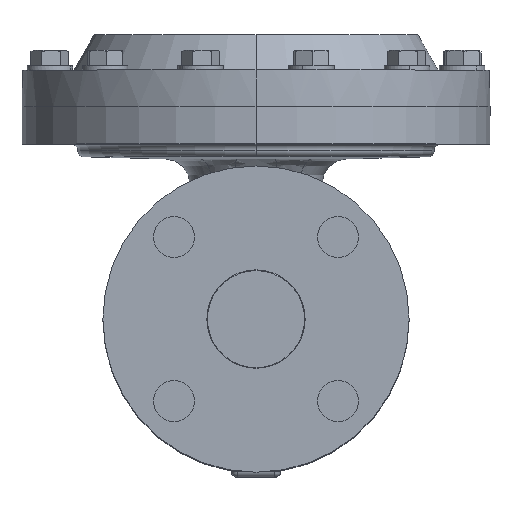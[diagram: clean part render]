
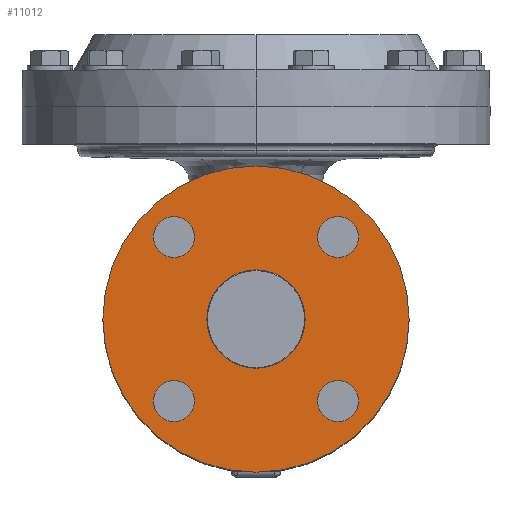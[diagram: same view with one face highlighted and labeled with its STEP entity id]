
A CAD part, top view. The second image highlights one B-rep face of the part: STEP entity #11012.
In plain terms, the highlighted planar face has unit normal (0, 0, 1).
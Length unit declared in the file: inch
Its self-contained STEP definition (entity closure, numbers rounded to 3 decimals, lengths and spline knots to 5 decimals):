
#15 = EDGE_LOOP ( 'NONE', ( #6272, #4592 ) ) ;
#23 = CARTESIAN_POINT ( 'NONE',  ( -0.742, 0., 3.935 ) ) ;
#355 = CARTESIAN_POINT ( 'NONE',  ( -1.23744, 1.23744, 3.935 ) ) ;
#560 = DIRECTION ( 'NONE',  ( 0., 0., 1. ) ) ;
#1441 = AXIS2_PLACEMENT_3D ( 'NONE', #20840, #3119, #23816 ) ;
#1993 = ORIENTED_EDGE ( 'NONE', *, *, #22375, .F. ) ;
#2041 = EDGE_CURVE ( 'NONE', #22128, #34545, #8921, .T. ) ;
#2078 = VERTEX_POINT ( 'NONE', #6680 ) ;
#2509 = EDGE_CURVE ( 'NONE', #10187, #12856, #7504, .T. ) ;
#2577 = ORIENTED_EDGE ( 'NONE', *, *, #21936, .T. ) ;
#2603 = FACE_BOUND ( 'NONE', #28017, .T. ) ;
#3058 = DIRECTION ( 'NONE',  ( 0., 0., 1. ) ) ;
#3119 = DIRECTION ( 'NONE',  ( 0., 0., 1. ) ) ;
#3270 = DIRECTION ( 'NONE',  ( 0., 0., 1. ) ) ;
#3329 = DIRECTION ( 'NONE',  ( 0., 1., 0. ) ) ;
#3746 = CIRCLE ( 'NONE', #1441, 0.31 ) ;
#3774 = CIRCLE ( 'NONE', #11577, 2.31 ) ;
#3857 = EDGE_CURVE ( 'NONE', #38225, #16058, #3774, .T. ) ;
#3874 = DIRECTION ( 'NONE',  ( 0., 0., 1. ) ) ;
#4445 = AXIS2_PLACEMENT_3D ( 'NONE', #18295, #560, #21272 ) ;
#4592 = ORIENTED_EDGE ( 'NONE', *, *, #2509, .F. ) ;
#4997 = CARTESIAN_POINT ( 'NONE',  ( -0.92744, 1.23744, 3.935 ) ) ;
#5044 = CARTESIAN_POINT ( 'NONE',  ( 2.31, 0., 3.935 ) ) ;
#5678 = AXIS2_PLACEMENT_3D ( 'NONE', #31135, #13417, #34121 ) ;
#6272 = ORIENTED_EDGE ( 'NONE', *, *, #36110, .F. ) ;
#6680 = CARTESIAN_POINT ( 'NONE',  ( 0.92744, -1.23744, 3.935 ) ) ;
#7504 = CIRCLE ( 'NONE', #17848, 0.31 ) ;
#7535 = EDGE_CURVE ( 'NONE', #9032, #10530, #27718, .T. ) ;
#7632 = DIRECTION ( 'NONE',  ( 0., 0., 1. ) ) ;
#7645 = EDGE_LOOP ( 'NONE', ( #13623, #22185 ) ) ;
#8014 = CARTESIAN_POINT ( 'NONE',  ( 0., 2.31, 3.935 ) ) ;
#8372 = AXIS2_PLACEMENT_3D ( 'NONE', #21610, #3874, #24577 ) ;
#8499 = EDGE_CURVE ( 'NONE', #32154, #17824, #11934, .T. ) ;
#8682 = AXIS2_PLACEMENT_3D ( 'NONE', #9657, #30370, #12633 ) ;
#8921 = CIRCLE ( 'NONE', #8682, 0.31 ) ;
#9032 = VERTEX_POINT ( 'NONE', #29325 ) ;
#9549 = FACE_OUTER_BOUND ( 'NONE', #26377, .T. ) ;
#9551 = EDGE_LOOP ( 'NONE', ( #17252, #29439 ) ) ;
#9657 = CARTESIAN_POINT ( 'NONE',  ( -1.23744, -1.23744, 3.935 ) ) ;
#10157 = CIRCLE ( 'NONE', #30595, 2.31 ) ;
#10187 = VERTEX_POINT ( 'NONE', #37518 ) ;
#10530 = VERTEX_POINT ( 'NONE', #23 ) ;
#10983 = DIRECTION ( 'NONE',  ( 1., 0., 0. ) ) ;
#11012 = ADVANCED_FACE ( 'NONE', ( #2603, #17414, #34083, #25290, #33171, #9549 ), #25751, .T. ) ;
#11153 = ORIENTED_EDGE ( 'NONE', *, *, #3857, .T. ) ;
#11289 = DIRECTION ( 'NONE',  ( 0., 0., 1. ) ) ;
#11293 = VERTEX_POINT ( 'NONE', #22782 ) ;
#11577 = AXIS2_PLACEMENT_3D ( 'NONE', #11768, #32474, #14745 ) ;
#11768 = CARTESIAN_POINT ( 'NONE',  ( 0., 0., 3.935 ) ) ;
#11934 = CIRCLE ( 'NONE', #20082, 0.31 ) ;
#12633 = DIRECTION ( 'NONE',  ( -1., 0., 0. ) ) ;
#12856 = VERTEX_POINT ( 'NONE', #23648 ) ;
#12932 = EDGE_CURVE ( 'NONE', #17824, #32154, #28007, .T. ) ;
#13417 = DIRECTION ( 'NONE',  ( 0., 0., 1. ) ) ;
#13584 = EDGE_LOOP ( 'NONE', ( #34563, #15039 ) ) ;
#13623 = ORIENTED_EDGE ( 'NONE', *, *, #27770, .F. ) ;
#14147 = EDGE_CURVE ( 'NONE', #11293, #2078, #16353, .T. ) ;
#14745 = DIRECTION ( 'NONE',  ( 1., 0., 0. ) ) ;
#15039 = ORIENTED_EDGE ( 'NONE', *, *, #7535, .F. ) ;
#15298 = AXIS2_PLACEMENT_3D ( 'NONE', #29032, #11289, #31980 ) ;
#16058 = VERTEX_POINT ( 'NONE', #5044 ) ;
#16353 = CIRCLE ( 'NONE', #15298, 0.31 ) ;
#17252 = ORIENTED_EDGE ( 'NONE', *, *, #8499, .F. ) ;
#17414 = FACE_BOUND ( 'NONE', #7645, .T. ) ;
#17524 = CARTESIAN_POINT ( 'NONE',  ( 1.23744, 1.23744, 3.935 ) ) ;
#17656 = CARTESIAN_POINT ( 'NONE',  ( 0., 0., 3.935 ) ) ;
#17824 = VERTEX_POINT ( 'NONE', #19673 ) ;
#17848 = AXIS2_PLACEMENT_3D ( 'NONE', #17524, #38217, #20503 ) ;
#18295 = CARTESIAN_POINT ( 'NONE',  ( 0., 0., 3.935 ) ) ;
#19375 = CIRCLE ( 'NONE', #35780, 0.31 ) ;
#19673 = CARTESIAN_POINT ( 'NONE',  ( -1.54744, 1.23744, 3.935 ) ) ;
#20082 = AXIS2_PLACEMENT_3D ( 'NONE', #21004, #3270, #23974 ) ;
#20503 = DIRECTION ( 'NONE',  ( 1., 0., 0. ) ) ;
#20646 = DIRECTION ( 'NONE',  ( 1., 0., 0. ) ) ;
#20775 = CARTESIAN_POINT ( 'NONE',  ( 1.23744, -1.23744, 3.935 ) ) ;
#20840 = CARTESIAN_POINT ( 'NONE',  ( 1.23744, 1.23744, 3.935 ) ) ;
#21004 = CARTESIAN_POINT ( 'NONE',  ( -1.23744, 1.23744, 3.935 ) ) ;
#21068 = DIRECTION ( 'NONE',  ( 0., 0., 1. ) ) ;
#21272 = DIRECTION ( 'NONE',  ( 1., 0., 0. ) ) ;
#21483 = AXIS2_PLACEMENT_3D ( 'NONE', #355, #21068, #3329 ) ;
#21610 = CARTESIAN_POINT ( 'NONE',  ( -1.23744, -1.23744, 3.935 ) ) ;
#21936 = EDGE_CURVE ( 'NONE', #16058, #38225, #10157, .T. ) ;
#22128 = VERTEX_POINT ( 'NONE', #29969 ) ;
#22185 = ORIENTED_EDGE ( 'NONE', *, *, #2041, .F. ) ;
#22375 = EDGE_CURVE ( 'NONE', #2078, #11293, #19375, .T. ) ;
#22782 = CARTESIAN_POINT ( 'NONE',  ( 1.54744, -1.23744, 3.935 ) ) ;
#23648 = CARTESIAN_POINT ( 'NONE',  ( 1.54744, 1.23744, 3.935 ) ) ;
#23746 = DIRECTION ( 'NONE',  ( 0., -1., 0. ) ) ;
#23816 = DIRECTION ( 'NONE',  ( 1., 0., 0. ) ) ;
#23870 = ORIENTED_EDGE ( 'NONE', *, *, #14147, .F. ) ;
#23974 = DIRECTION ( 'NONE',  ( 0., 1., 0. ) ) ;
#24577 = DIRECTION ( 'NONE',  ( -1., 0., 0. ) ) ;
#25290 = FACE_BOUND ( 'NONE', #15, .T. ) ;
#25751 = PLANE ( 'NONE',  #29126 ) ;
#26377 = EDGE_LOOP ( 'NONE', ( #2577, #11153 ) ) ;
#27138 = CIRCLE ( 'NONE', #8372, 0.31 ) ;
#27718 = CIRCLE ( 'NONE', #5678, 0.742 ) ;
#27770 = EDGE_CURVE ( 'NONE', #34545, #22128, #27138, .T. ) ;
#28007 = CIRCLE ( 'NONE', #21483, 0.31 ) ;
#28017 = EDGE_LOOP ( 'NONE', ( #23870, #1993 ) ) ;
#29032 = CARTESIAN_POINT ( 'NONE',  ( 1.23744, -1.23744, 3.935 ) ) ;
#29126 = AXIS2_PLACEMENT_3D ( 'NONE', #8014, #7632, #10983 ) ;
#29325 = CARTESIAN_POINT ( 'NONE',  ( 0.742, 0., 3.935 ) ) ;
#29439 = ORIENTED_EDGE ( 'NONE', *, *, #12932, .F. ) ;
#29969 = CARTESIAN_POINT ( 'NONE',  ( -1.54744, -1.23744, 3.935 ) ) ;
#30370 = DIRECTION ( 'NONE',  ( 0., 0., 1. ) ) ;
#30595 = AXIS2_PLACEMENT_3D ( 'NONE', #17656, #38347, #20646 ) ;
#31115 = EDGE_CURVE ( 'NONE', #10530, #9032, #37163, .T. ) ;
#31135 = CARTESIAN_POINT ( 'NONE',  ( 0., 0., 3.935 ) ) ;
#31980 = DIRECTION ( 'NONE',  ( 0., -1., 0. ) ) ;
#32154 = VERTEX_POINT ( 'NONE', #4997 ) ;
#32474 = DIRECTION ( 'NONE',  ( 0., 0., 1. ) ) ;
#33171 = FACE_BOUND ( 'NONE', #13584, .T. ) ;
#34083 = FACE_BOUND ( 'NONE', #9551, .T. ) ;
#34121 = DIRECTION ( 'NONE',  ( 1., 0., 0. ) ) ;
#34545 = VERTEX_POINT ( 'NONE', #35625 ) ;
#34563 = ORIENTED_EDGE ( 'NONE', *, *, #31115, .F. ) ;
#34703 = CARTESIAN_POINT ( 'NONE',  ( -2.31, 0., 3.935 ) ) ;
#35625 = CARTESIAN_POINT ( 'NONE',  ( -0.92744, -1.23744, 3.935 ) ) ;
#35780 = AXIS2_PLACEMENT_3D ( 'NONE', #20775, #3058, #23746 ) ;
#36110 = EDGE_CURVE ( 'NONE', #12856, #10187, #3746, .T. ) ;
#37163 = CIRCLE ( 'NONE', #4445, 0.742 ) ;
#37518 = CARTESIAN_POINT ( 'NONE',  ( 0.92744, 1.23744, 3.935 ) ) ;
#38217 = DIRECTION ( 'NONE',  ( 0., 0., 1. ) ) ;
#38225 = VERTEX_POINT ( 'NONE', #34703 ) ;
#38347 = DIRECTION ( 'NONE',  ( 0., 0., 1. ) ) ;
